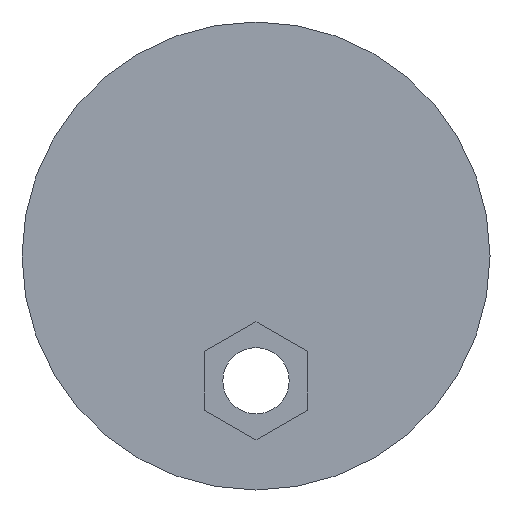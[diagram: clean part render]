
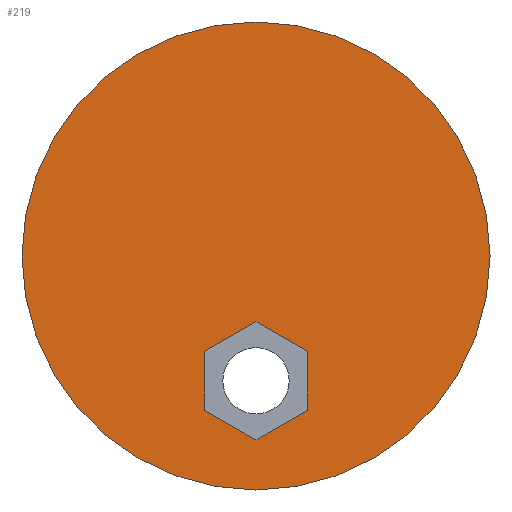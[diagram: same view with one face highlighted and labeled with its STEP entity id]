
A CAD part, front view. The second image highlights one B-rep face of the part: STEP entity #219.
In plain terms, the highlighted planar face has unit normal (0, -1, 0).
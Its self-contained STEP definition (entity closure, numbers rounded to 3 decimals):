
#17=FACE_BOUND('',#95,.T.);
#26=PLANE('',#259);
#28=LINE('',#343,#48);
#32=LINE('',#351,#52);
#35=LINE('',#357,#55);
#38=LINE('',#363,#58);
#41=LINE('',#369,#61);
#44=LINE('',#374,#64);
#48=VECTOR('',#285,10.);
#52=VECTOR('',#291,10.);
#55=VECTOR('',#296,10.);
#58=VECTOR('',#301,10.);
#61=VECTOR('',#306,10.);
#64=VECTOR('',#311,10.);
#80=FACE_OUTER_BOUND('',#94,.T.);
#94=EDGE_LOOP('',(#200));
#95=EDGE_LOOP('',(#201,#202,#203,#204,#205,#206));
#101=CIRCLE('',#247,30.);
#108=VERTEX_POINT('',#334);
#110=VERTEX_POINT('',#341);
#111=VERTEX_POINT('',#342);
#114=VERTEX_POINT('',#350);
#116=VERTEX_POINT('',#356);
#118=VERTEX_POINT('',#362);
#120=VERTEX_POINT('',#368);
#129=EDGE_CURVE('',#108,#108,#101,.T.);
#131=EDGE_CURVE('',#110,#111,#28,.T.);
#135=EDGE_CURVE('',#114,#110,#32,.T.);
#138=EDGE_CURVE('',#116,#114,#35,.T.);
#141=EDGE_CURVE('',#118,#116,#38,.T.);
#144=EDGE_CURVE('',#120,#118,#41,.T.);
#147=EDGE_CURVE('',#111,#120,#44,.T.);
#200=ORIENTED_EDGE('',*,*,#129,.T.);
#201=ORIENTED_EDGE('',*,*,#131,.T.);
#202=ORIENTED_EDGE('',*,*,#147,.T.);
#203=ORIENTED_EDGE('',*,*,#144,.T.);
#204=ORIENTED_EDGE('',*,*,#141,.T.);
#205=ORIENTED_EDGE('',*,*,#138,.T.);
#206=ORIENTED_EDGE('',*,*,#135,.T.);
#219=ADVANCED_FACE('',(#80,#17),#26,.F.);
#247=AXIS2_PLACEMENT_3D('',#336,#277,#278);
#259=AXIS2_PLACEMENT_3D('',#381,#320,#321);
#277=DIRECTION('center_axis',(0.,-1.,0.));
#278=DIRECTION('ref_axis',(1.,0.,0.));
#285=DIRECTION('',(0.,0.,-1.));
#291=DIRECTION('',(0.866,0.,-0.5));
#296=DIRECTION('',(0.866,0.,0.5));
#301=DIRECTION('',(0.,0.,1.));
#306=DIRECTION('',(-0.866,0.,0.5));
#311=DIRECTION('',(-0.866,0.,-0.5));
#320=DIRECTION('center_axis',(0.,1.,0.));
#321=DIRECTION('ref_axis',(0.,0.,1.));
#334=CARTESIAN_POINT('',(-30.,0.,0.));
#336=CARTESIAN_POINT('Origin',(0.,0.,0.));
#341=CARTESIAN_POINT('',(6.55,0.,-12.218));
#342=CARTESIAN_POINT('',(6.55,0.,-19.782));
#343=CARTESIAN_POINT('',(6.55,0.,-6.109));
#350=CARTESIAN_POINT('',(0.,0.,-8.437));
#351=CARTESIAN_POINT('',(-1.827,0.,-7.382));
#356=CARTESIAN_POINT('',(-6.55,0.,-12.218));
#357=CARTESIAN_POINT('',(-1.448,0.,-9.273));
#362=CARTESIAN_POINT('',(-6.55,0.,-19.782));
#363=CARTESIAN_POINT('',(-6.55,0.,-9.891));
#368=CARTESIAN_POINT('',(0.,0.,-23.563));
#369=CARTESIAN_POINT('',(-5.102,0.,-20.618));
#374=CARTESIAN_POINT('',(8.377,0.,-18.727));
#381=CARTESIAN_POINT('Origin',(0.,0.,0.));
